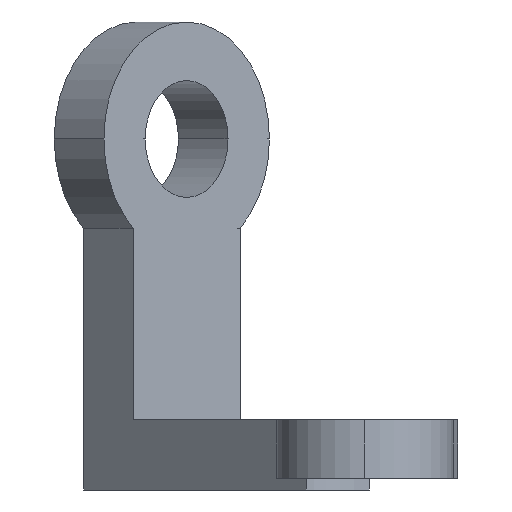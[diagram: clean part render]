
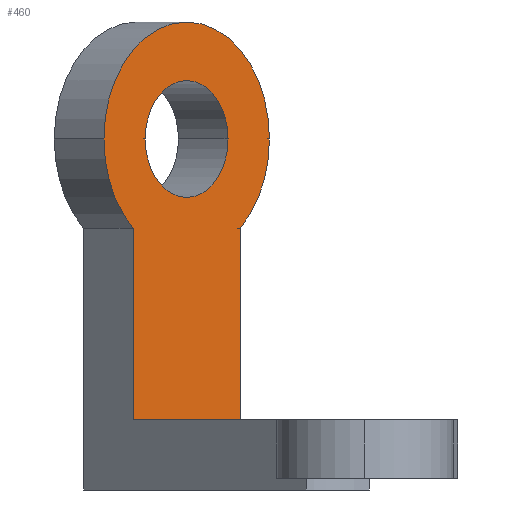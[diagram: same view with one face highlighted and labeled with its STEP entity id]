
A CAD part, left-side view. The second image highlights one B-rep face of the part: STEP entity #460.
In plain terms, the highlighted planar face has unit normal (-0.707, -0.707, 0).
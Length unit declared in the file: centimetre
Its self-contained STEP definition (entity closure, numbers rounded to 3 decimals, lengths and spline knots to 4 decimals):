
#15 = DIRECTION ( 'NONE',  ( -0.707, 0.707, 0. ) ) ;
#19 = DIRECTION ( 'NONE',  ( 0.707, 0.707, 0. ) ) ;
#51 = CARTESIAN_POINT ( 'NONE',  ( 5.0767, 0.9382, 1.45 ) ) ;
#62 = VERTEX_POINT ( 'NONE', #746 ) ;
#67 = CARTESIAN_POINT ( 'NONE',  ( 5.2535, 0.7615, 1.45 ) ) ;
#69 = CARTESIAN_POINT ( 'NONE',  ( 5.4821, 0.5328, 1.0687 ) ) ;
#89 = CIRCLE ( 'NONE', #781, 0.5 ) ;
#100 = ORIENTED_EDGE ( 'NONE', *, *, #319, .F. ) ;
#124 = DIRECTION ( 'NONE',  ( -0.707, 0.707, 0. ) ) ;
#144 = FACE_OUTER_BOUND ( 'NONE', #510, .T. ) ;
#217 = CIRCLE ( 'NONE', #343, 0.25 ) ;
#225 = EDGE_CURVE ( 'NONE', #407, #563, #685, .T. ) ;
#234 = EDGE_CURVE ( 'NONE', #557, #353, #341, .T. ) ;
#242 = DIRECTION ( 'NONE',  ( 0., 0., -1. ) ) ;
#255 = DIRECTION ( 'NONE',  ( -0.707, 0.707, 0. ) ) ;
#257 = CARTESIAN_POINT ( 'NONE',  ( 5.0248, 0.9901, -0.05 ) ) ;
#259 = CARTESIAN_POINT ( 'NONE',  ( 5.2535, 0.7615, 1.45 ) ) ;
#275 = ORIENTED_EDGE ( 'NONE', *, *, #225, .F. ) ;
#286 = LINE ( 'NONE', #598, #579 ) ;
#306 = ORIENTED_EDGE ( 'NONE', *, *, #782, .F. ) ;
#307 = VERTEX_POINT ( 'NONE', #69 ) ;
#312 = CIRCLE ( 'NONE', #451, 0.5 ) ;
#319 = EDGE_CURVE ( 'NONE', #604, #607, #344, .T. ) ;
#322 = EDGE_CURVE ( 'NONE', #607, #307, #89, .T. ) ;
#339 = EDGE_CURVE ( 'NONE', #353, #557, #217, .T. ) ;
#341 = CIRCLE ( 'NONE', #478, 0.25 ) ;
#343 = AXIS2_PLACEMENT_3D ( 'NONE', #259, #500, #255 ) ;
#344 = CIRCLE ( 'NONE', #560, 0.5 ) ;
#349 = FACE_BOUND ( 'NONE', #601, .T. ) ;
#350 = CARTESIAN_POINT ( 'NONE',  ( 5.2535, 0.7615, 1.45 ) ) ;
#353 = VERTEX_POINT ( 'NONE', #504 ) ;
#381 = LINE ( 'NONE', #257, #624 ) ;
#407 = VERTEX_POINT ( 'NONE', #512 ) ;
#413 = ORIENTED_EDGE ( 'NONE', *, *, #339, .T. ) ;
#416 = AXIS2_PLACEMENT_3D ( 'NONE', #525, #749, #571 ) ;
#421 = CARTESIAN_POINT ( 'NONE',  ( 5.2535, 0.7615, 1.45 ) ) ;
#451 = AXIS2_PLACEMENT_3D ( 'NONE', #421, #482, #124 ) ;
#460 = ADVANCED_FACE ( 'NONE', ( #144, #349 ), #584, .F. ) ;
#478 = AXIS2_PLACEMENT_3D ( 'NONE', #350, #630, #757 ) ;
#479 = CARTESIAN_POINT ( 'NONE',  ( 4.8999, 1.115, 1.45 ) ) ;
#482 = DIRECTION ( 'NONE',  ( 0.707, 0.707, 0. ) ) ;
#500 = DIRECTION ( 'NONE',  ( 0.707, 0.707, 0. ) ) ;
#504 = CARTESIAN_POINT ( 'NONE',  ( 5.4302, 0.5847, 1.45 ) ) ;
#507 = ORIENTED_EDGE ( 'NONE', *, *, #234, .T. ) ;
#509 = EDGE_CURVE ( 'NONE', #307, #407, #286, .T. ) ;
#510 = EDGE_LOOP ( 'NONE', ( #275, #534, #546, #100, #665, #306 ) ) ;
#512 = CARTESIAN_POINT ( 'NONE',  ( 5.4821, 0.5328, 0.25 ) ) ;
#519 = DIRECTION ( 'NONE',  ( -0.707, 0.707, 0. ) ) ;
#525 = CARTESIAN_POINT ( 'NONE',  ( 5.2535, 0.7615, 1.45 ) ) ;
#534 = ORIENTED_EDGE ( 'NONE', *, *, #509, .F. ) ;
#535 = CARTESIAN_POINT ( 'NONE',  ( 5.0248, 0.9901, 0.25 ) ) ;
#539 = CARTESIAN_POINT ( 'NONE',  ( 5.607, 0.4079, 1.45 ) ) ;
#546 = ORIENTED_EDGE ( 'NONE', *, *, #322, .F. ) ;
#553 = DIRECTION ( 'NONE',  ( 0.707, 0.707, 0. ) ) ;
#556 = DIRECTION ( 'NONE',  ( -0.707, 0.707, 0. ) ) ;
#557 = VERTEX_POINT ( 'NONE', #51 ) ;
#560 = AXIS2_PLACEMENT_3D ( 'NONE', #568, #19, #556 ) ;
#563 = VERTEX_POINT ( 'NONE', #535 ) ;
#568 = CARTESIAN_POINT ( 'NONE',  ( 5.2535, 0.7615, 1.45 ) ) ;
#571 = DIRECTION ( 'NONE',  ( -0.707, 0.707, 0. ) ) ;
#579 = VECTOR ( 'NONE', #242, 100. ) ;
#584 = PLANE ( 'NONE',  #416 ) ;
#588 = VECTOR ( 'NONE', #519, 100. ) ;
#598 = CARTESIAN_POINT ( 'NONE',  ( 5.4821, 0.5328, -0.05 ) ) ;
#601 = EDGE_LOOP ( 'NONE', ( #507, #413 ) ) ;
#604 = VERTEX_POINT ( 'NONE', #479 ) ;
#607 = VERTEX_POINT ( 'NONE', #539 ) ;
#613 = DIRECTION ( 'NONE',  ( 0., 0., 1. ) ) ;
#624 = VECTOR ( 'NONE', #613, 100. ) ;
#630 = DIRECTION ( 'NONE',  ( 0.707, 0.707, 0. ) ) ;
#665 = ORIENTED_EDGE ( 'NONE', *, *, #735, .F. ) ;
#685 = LINE ( 'NONE', #761, #588 ) ;
#735 = EDGE_CURVE ( 'NONE', #62, #604, #312, .T. ) ;
#746 = CARTESIAN_POINT ( 'NONE',  ( 5.0248, 0.9901, 1.0687 ) ) ;
#749 = DIRECTION ( 'NONE',  ( 0.707, 0.707, 0. ) ) ;
#757 = DIRECTION ( 'NONE',  ( -0.707, 0.707, 0. ) ) ;
#761 = CARTESIAN_POINT ( 'NONE',  ( 3.0075, 3.0075, 0.25 ) ) ;
#781 = AXIS2_PLACEMENT_3D ( 'NONE', #67, #553, #15 ) ;
#782 = EDGE_CURVE ( 'NONE', #563, #62, #381, .T. ) ;
